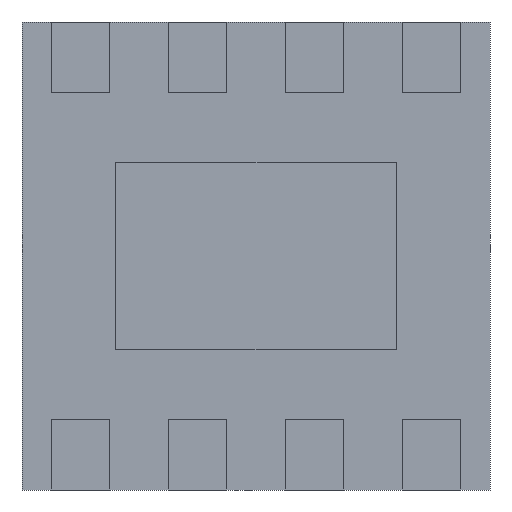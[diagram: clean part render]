
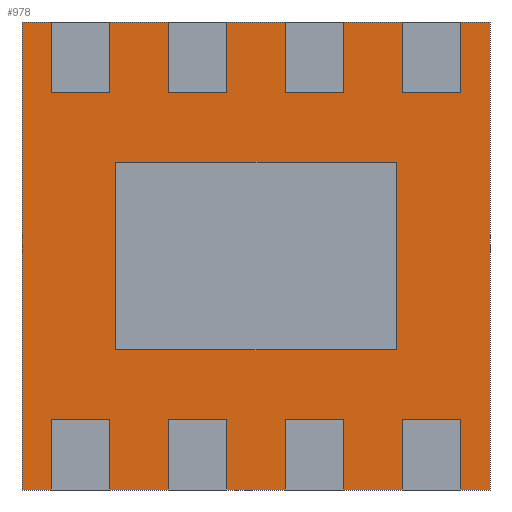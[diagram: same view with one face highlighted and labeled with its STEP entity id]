
A CAD part, front view. The second image highlights one B-rep face of the part: STEP entity #978.
In plain terms, the highlighted planar face has unit normal (0, -1, 0).
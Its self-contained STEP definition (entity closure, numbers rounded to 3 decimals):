
#99=FACE_OUTER_BOUND('',#162,.T.);
#162=EDGE_LOOP('',(#852,#853,#854,#855));
#272=LINE('',#1562,#393);
#276=LINE('',#1570,#397);
#279=LINE('',#1576,#400);
#282=LINE('',#1581,#403);
#393=VECTOR('',#1295,10.);
#397=VECTOR('',#1301,10.);
#400=VECTOR('',#1306,10.);
#403=VECTOR('',#1311,10.);
#479=VERTEX_POINT('',#1560);
#480=VERTEX_POINT('',#1561);
#483=VERTEX_POINT('',#1569);
#485=VERTEX_POINT('',#1575);
#598=EDGE_CURVE('',#479,#480,#272,.T.);
#602=EDGE_CURVE('',#480,#483,#276,.T.);
#605=EDGE_CURVE('',#483,#485,#279,.T.);
#608=EDGE_CURVE('',#485,#479,#282,.T.);
#852=ORIENTED_EDGE('',*,*,#608,.T.);
#853=ORIENTED_EDGE('',*,*,#598,.T.);
#854=ORIENTED_EDGE('',*,*,#602,.T.);
#855=ORIENTED_EDGE('',*,*,#605,.T.);
#916=PLANE('',#1065);
#978=ADVANCED_FACE('',(#99),#916,.F.);
#1065=AXIS2_PLACEMENT_3D('',#1584,#1315,#1316);
#1295=DIRECTION('',(0.,0.,-1.));
#1301=DIRECTION('',(1.,0.,0.));
#1306=DIRECTION('',(0.,0.,1.));
#1311=DIRECTION('',(-1.,0.,0.));
#1315=DIRECTION('center_axis',(0.,1.,0.));
#1316=DIRECTION('ref_axis',(-1.,0.,0.));
#1560=CARTESIAN_POINT('',(-1.,0.05,1.));
#1561=CARTESIAN_POINT('',(-1.,0.05,-1.));
#1562=CARTESIAN_POINT('',(-1.,0.05,1.));
#1569=CARTESIAN_POINT('',(1.,0.05,-1.));
#1570=CARTESIAN_POINT('',(-1.,0.05,-1.));
#1575=CARTESIAN_POINT('',(1.,0.05,1.));
#1576=CARTESIAN_POINT('',(1.,0.05,-1.));
#1581=CARTESIAN_POINT('',(1.,0.05,1.));
#1584=CARTESIAN_POINT('Origin',(0.,0.05,0.));
